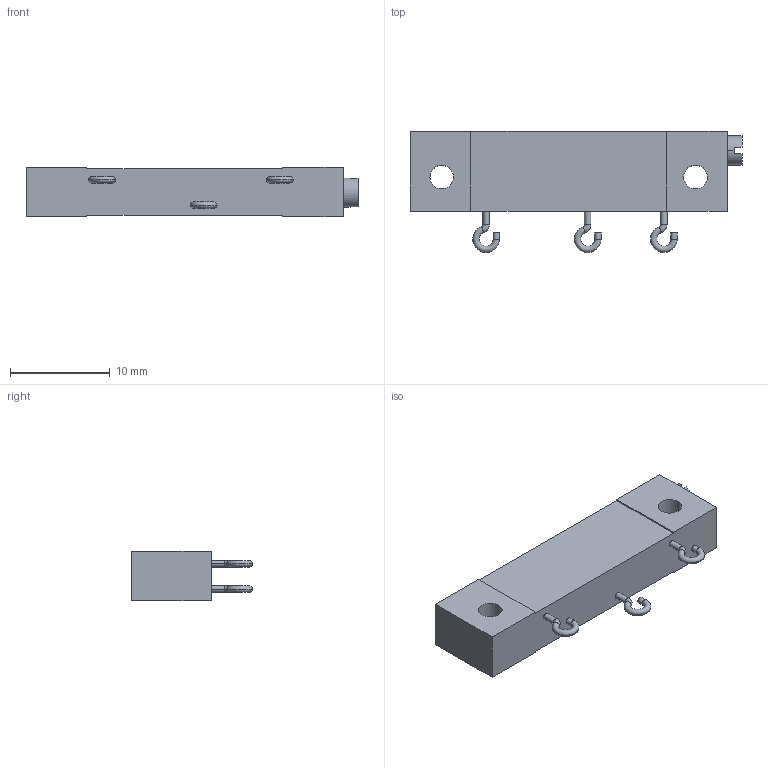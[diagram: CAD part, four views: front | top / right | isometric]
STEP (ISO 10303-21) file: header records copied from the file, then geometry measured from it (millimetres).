
FILE_DESCRIPTION((''),'2;1');
FILE_NAME('3057J_ASM','2012-10-24T',('stevec'),('Bourns, Inc.'),'PRO/ENGINEER BY PARAMETRIC TECHNOLOGY CORPORATION, 2012230','PRO/ENGINEER BY PARAMETRIC TECHNOLOGY CORPORATION, 2012230','');
FILE_SCHEMA(('CONFIG_CONTROL_DESIGN'));
Length unit declared in the file: inch
Products named in the file (2): HSG; 3057J_ASM
Assembly tree (1 placements, depth 2):
  3057J_ASM
    HSG
Bounding box: 33.22 x 12.13 x 4.95 mm (x, y, z)
Volume: 1190.3 mm3; surface area: 1011.6 mm2
Topology: 1 solids, 1 shells, 52 faces, 120 edges, 74 vertices
Faces by surface type: plane 22, cylinder 18, torus 12
Entity records: 1557 total; most frequent: DIRECTION 288, CARTESIAN_POINT 249, ORIENTED_EDGE 240, EDGE_CURVE 120, AXIS2_PLACEMENT_3D 113, VERTEX_POINT 74, VECTOR 62, LINE 62
